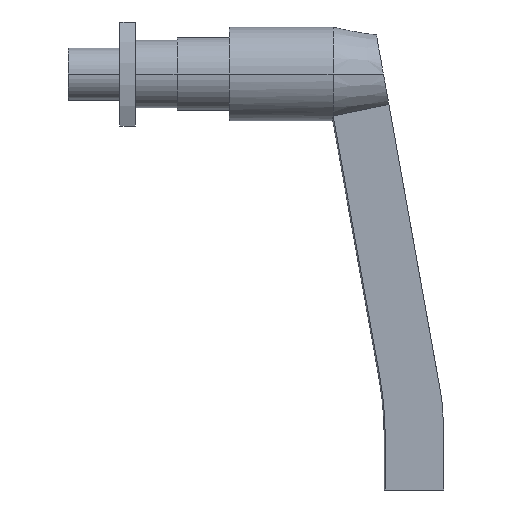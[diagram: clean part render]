
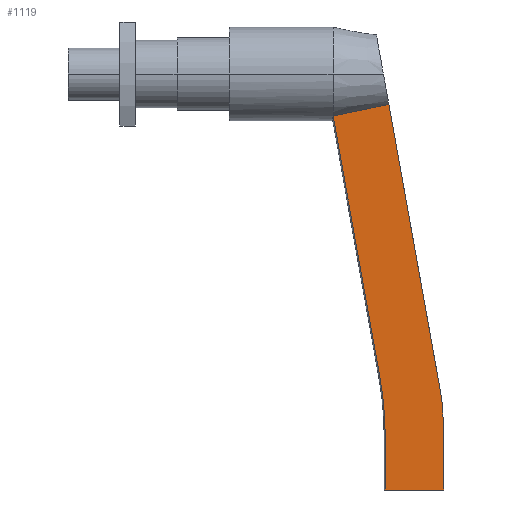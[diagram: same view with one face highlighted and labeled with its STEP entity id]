
A CAD part, front view. The second image highlights one B-rep face of the part: STEP entity #1119.
In plain terms, the highlighted planar face has unit normal (0, -1, 0).
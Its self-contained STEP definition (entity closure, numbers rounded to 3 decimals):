
#14 = DIRECTION ( 'NONE',  ( 0., 1., 0. ) ) ;
#18 = CARTESIAN_POINT ( 'NONE',  ( -9., -2.011, -35.068 ) ) ;
#24 = DIRECTION ( 'NONE',  ( 0., 0., -1. ) ) ;
#32 = VERTEX_POINT ( 'NONE', #614 ) ;
#59 = VERTEX_POINT ( 'NONE', #431 ) ;
#60 = DIRECTION ( 'NONE',  ( 1., 0., 0. ) ) ;
#73 = CARTESIAN_POINT ( 'NONE',  ( 24.083, -2.011, -3.312 ) ) ;
#97 = EDGE_CURVE ( 'NONE', #410, #59, #761, .T. ) ;
#102 = AXIS2_PLACEMENT_3D ( 'NONE', #273, #1122, #385 ) ;
#115 = CARTESIAN_POINT ( 'NONE',  ( 31.133, -2.011, -35.068 ) ) ;
#116 = PLANE ( 'NONE',  #967 ) ;
#121 = EDGE_CURVE ( 'NONE', #772, #513, #327, .T. ) ;
#127 = VECTOR ( 'NONE', #60, 1000. ) ;
#211 = CARTESIAN_POINT ( 'NONE',  ( 25.475, -2.011, 0.023 ) ) ;
#225 = ORIENTED_EDGE ( 'NONE', *, *, #472, .T. ) ;
#238 = EDGE_LOOP ( 'NONE', ( #423, #1058, #936, #225, #977, #376, #1170, #867 ) ) ;
#273 = CARTESIAN_POINT ( 'NONE',  ( -9., -2.011, -35.068 ) ) ;
#278 = LINE ( 'NONE', #573, #742 ) ;
#311 = VERTEX_POINT ( 'NONE', #115 ) ;
#327 = LINE ( 'NONE', #452, #127 ) ;
#375 = LINE ( 'NONE', #798, #1135 ) ;
#376 = ORIENTED_EDGE ( 'NONE', *, *, #414, .T. ) ;
#384 = EDGE_CURVE ( 'NONE', #908, #32, #944, .T. ) ;
#385 = DIRECTION ( 'NONE',  ( -1., 0., 0. ) ) ;
#410 = VERTEX_POINT ( 'NONE', #846 ) ;
#414 = EDGE_CURVE ( 'NONE', #32, #772, #889, .T. ) ;
#423 = ORIENTED_EDGE ( 'NONE', *, *, #964, .T. ) ;
#431 = CARTESIAN_POINT ( 'NONE',  ( 20.5, -2.011, -4.026 ) ) ;
#434 = EDGE_CURVE ( 'NONE', #1177, #410, #375, .T. ) ;
#443 = CIRCLE ( 'NONE', #102, 40.133 ) ;
#449 = CARTESIAN_POINT ( 'NONE',  ( 31.133, -2.011, -40. ) ) ;
#452 = CARTESIAN_POINT ( 'NONE',  ( 25.475, -2.011, -40. ) ) ;
#472 = EDGE_CURVE ( 'NONE', #59, #908, #619, .T. ) ;
#481 = DIRECTION ( 'NONE',  ( 0., 0., 1. ) ) ;
#513 = VERTEX_POINT ( 'NONE', #449 ) ;
#516 = VECTOR ( 'NONE', #1175, 1000. ) ;
#527 = DIRECTION ( 'NONE',  ( -0.177, 0., 0.984 ) ) ;
#573 = CARTESIAN_POINT ( 'NONE',  ( 31.133, -2.011, 0.023 ) ) ;
#581 = CARTESIAN_POINT ( 'NONE',  ( 25.521, -2.011, 0.023 ) ) ;
#614 = CARTESIAN_POINT ( 'NONE',  ( 25.521, -2.011, -35.068 ) ) ;
#619 = LINE ( 'NONE', #1187, #516 ) ;
#662 = DIRECTION ( 'NONE',  ( -1., 0., 0. ) ) ;
#671 = DIRECTION ( 'NONE',  ( 1., 0., 0. ) ) ;
#692 = VECTOR ( 'NONE', #24, 1000. ) ;
#742 = VECTOR ( 'NONE', #481, 1000. ) ;
#761 = B_SPLINE_CURVE_WITH_KNOTS ( 'NONE', 3,
 ( #918, #73, #994, #1100 ),
 .UNSPECIFIED., .F., .F.,
 ( 4, 4 ),
 ( 0., 0.005 ),
 .UNSPECIFIED. ) ;
#772 = VERTEX_POINT ( 'NONE', #1001 ) ;
#787 = AXIS2_PLACEMENT_3D ( 'NONE', #18, #14, #662 ) ;
#798 = CARTESIAN_POINT ( 'NONE',  ( 30.947, -2.011, -31.213 ) ) ;
#846 = CARTESIAN_POINT ( 'NONE',  ( 25.87, -2.011, -2.93 ) ) ;
#864 = FACE_OUTER_BOUND ( 'NONE', #238, .T. ) ;
#867 = ORIENTED_EDGE ( 'NONE', *, *, #1198, .T. ) ;
#889 = LINE ( 'NONE', #581, #692 ) ;
#908 = VERTEX_POINT ( 'NONE', #1030 ) ;
#918 = CARTESIAN_POINT ( 'NONE',  ( 25.87, -2.011, -2.93 ) ) ;
#936 = ORIENTED_EDGE ( 'NONE', *, *, #97, .T. ) ;
#942 = CARTESIAN_POINT ( 'NONE',  ( 30.947, -2.011, -31.213 ) ) ;
#944 = CIRCLE ( 'NONE', #787, 34.521 ) ;
#964 = EDGE_CURVE ( 'NONE', #311, #1177, #443, .T. ) ;
#967 = AXIS2_PLACEMENT_3D ( 'NONE', #211, #1042, #671 ) ;
#977 = ORIENTED_EDGE ( 'NONE', *, *, #384, .T. ) ;
#994 = CARTESIAN_POINT ( 'NONE',  ( 22.292, -2.011, -3.673 ) ) ;
#1001 = CARTESIAN_POINT ( 'NONE',  ( 25.521, -2.011, -40. ) ) ;
#1030 = CARTESIAN_POINT ( 'NONE',  ( 24.978, -2.011, -28.968 ) ) ;
#1042 = DIRECTION ( 'NONE',  ( 0., -1., 0. ) ) ;
#1058 = ORIENTED_EDGE ( 'NONE', *, *, #434, .T. ) ;
#1100 = CARTESIAN_POINT ( 'NONE',  ( 20.5, -2.011, -4.026 ) ) ;
#1119 = ADVANCED_FACE ( 'NONE', ( #864 ), #116, .T. ) ;
#1122 = DIRECTION ( 'NONE',  ( 0., -1., 0. ) ) ;
#1135 = VECTOR ( 'NONE', #527, 1000. ) ;
#1170 = ORIENTED_EDGE ( 'NONE', *, *, #121, .T. ) ;
#1175 = DIRECTION ( 'NONE',  ( 0.177, 0., -0.984 ) ) ;
#1177 = VERTEX_POINT ( 'NONE', #942 ) ;
#1187 = CARTESIAN_POINT ( 'NONE',  ( 20.5, -2.011, -4.026 ) ) ;
#1198 = EDGE_CURVE ( 'NONE', #513, #311, #278, .T. ) ;
